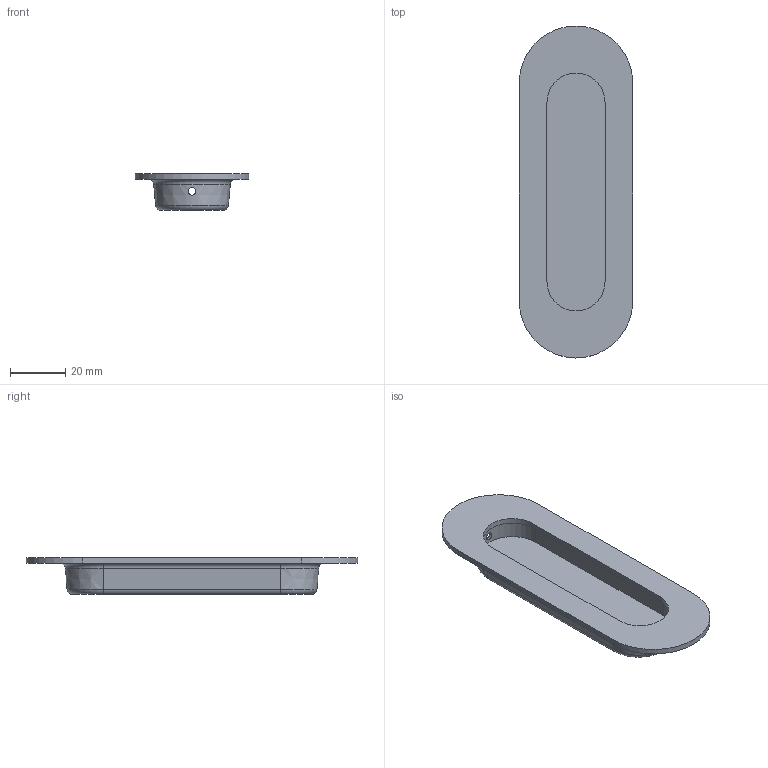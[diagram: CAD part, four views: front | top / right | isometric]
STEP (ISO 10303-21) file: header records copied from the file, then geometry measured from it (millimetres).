
FILE_DESCRIPTION(/* description */ (''),/* implementation_level */ '2;1');
FILE_NAME(/* name */ '1280A.stp',/* time_stamp */ '2019-08-05T13:24:02+02:00',/* author */ ('Didierr'),/* organization */ (''),/* preprocessor_version */ 'ST-DEVELOPER v17.2',/* originating_system */ 'Autodesk Inventor 2019',/* authorisation */ '');
FILE_SCHEMA (('AUTOMOTIVE_DESIGN { 1 0 10303 214 3 1 1 }'));
Length unit declared in the file: millimetre
Products named in the file (1): 1280
Bounding box: 41 x 120 x 13.3 mm (x, y, z)
Volume: 17615.7 mm3; surface area: 14025.7 mm2
Topology: 1 solids, 1 shells, 31 faces, 74 edges, 48 vertices
Faces by surface type: plane 13, cylinder 12, torus 4, cone 2
Full cylindrical faces by diameter (mm): 2.8 x2
Entity records: 1077 total; most frequent: CARTESIAN_POINT 294, DIRECTION 158, ORIENTED_EDGE 148, EDGE_CURVE 74, AXIS2_PLACEMENT_3D 60, VERTEX_POINT 48, EDGE_LOOP 38, LINE 38
